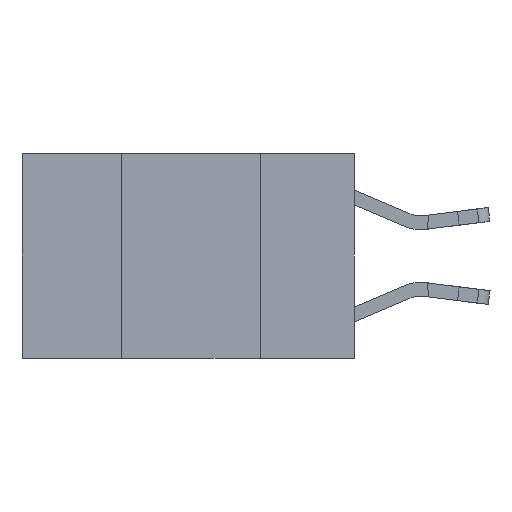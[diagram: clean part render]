
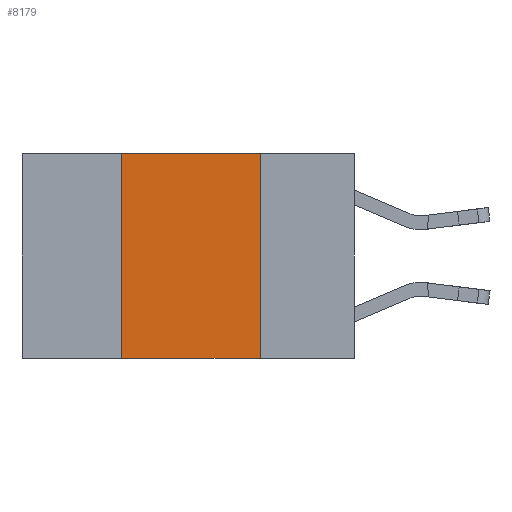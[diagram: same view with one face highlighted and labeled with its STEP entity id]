
A CAD part, left-side view. The second image highlights one B-rep face of the part: STEP entity #8179.
In plain terms, the highlighted planar face has unit normal (-1, 0, 0).
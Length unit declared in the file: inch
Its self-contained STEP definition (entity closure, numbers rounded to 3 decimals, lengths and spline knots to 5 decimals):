
#142 = DIRECTION ( 'NONE',  ( 1., 0., 0. ) ) ;
#153 = VERTEX_POINT ( 'NONE', #832 ) ;
#832 = CARTESIAN_POINT ( 'NONE',  ( 0., 0.17, 0. ) ) ;
#1084 = VECTOR ( 'NONE', #4167, 39.37008 ) ;
#1527 = AXIS2_PLACEMENT_3D ( 'NONE', #11590, #142, #6799 ) ;
#2271 = ORIENTED_EDGE ( 'NONE', *, *, #12238, .F. ) ;
#3398 = DIRECTION ( 'NONE',  ( 0., -1., 0. ) ) ;
#3500 = CARTESIAN_POINT ( 'NONE',  ( 0., 0.17, -0.37 ) ) ;
#4167 = DIRECTION ( 'NONE',  ( 0., -1., 0. ) ) ;
#4240 = VERTEX_POINT ( 'NONE', #3500 ) ;
#4304 = CARTESIAN_POINT ( 'NONE',  ( 0., 0.6, 0. ) ) ;
#5106 = ORIENTED_EDGE ( 'NONE', *, *, #5259, .F. ) ;
#5259 = EDGE_CURVE ( 'NONE', #6306, #153, #5857, .T. ) ;
#5419 = ORIENTED_EDGE ( 'NONE', *, *, #5624, .T. ) ;
#5544 = VECTOR ( 'NONE', #3398, 39.37008 ) ;
#5624 = EDGE_CURVE ( 'NONE', #12149, #4240, #10626, .T. ) ;
#5857 = LINE ( 'NONE', #4304, #1084 ) ;
#6162 = CARTESIAN_POINT ( 'NONE',  ( 0., 0.42, 0. ) ) ;
#6306 = VERTEX_POINT ( 'NONE', #6162 ) ;
#6486 = CARTESIAN_POINT ( 'NONE',  ( 0., 0.42, -0.37 ) ) ;
#6523 = CARTESIAN_POINT ( 'NONE',  ( 0., 0.17, 0. ) ) ;
#6653 = DIRECTION ( 'NONE',  ( 0., 0., 1. ) ) ;
#6799 = DIRECTION ( 'NONE',  ( 0., 0., -1. ) ) ;
#6862 = FACE_OUTER_BOUND ( 'NONE', #10548, .T. ) ;
#8179 = ADVANCED_FACE ( 'NONE', ( #6862 ), #10628, .F. ) ;
#8433 = VECTOR ( 'NONE', #6653, 39.37008 ) ;
#9029 = EDGE_CURVE ( 'NONE', #153, #4240, #9073, .T. ) ;
#9073 = LINE ( 'NONE', #6523, #11650 ) ;
#9096 = CARTESIAN_POINT ( 'NONE',  ( 0., 0.6, -0.37 ) ) ;
#9609 = ORIENTED_EDGE ( 'NONE', *, *, #9029, .F. ) ;
#10483 = CARTESIAN_POINT ( 'NONE',  ( 0., 0.42, 0. ) ) ;
#10548 = EDGE_LOOP ( 'NONE', ( #9609, #5106, #2271, #5419 ) ) ;
#10626 = LINE ( 'NONE', #9096, #5544 ) ;
#10628 = PLANE ( 'NONE',  #1527 ) ;
#10988 = LINE ( 'NONE', #10483, #8433 ) ;
#11590 = CARTESIAN_POINT ( 'NONE',  ( 0., 0.6, 0. ) ) ;
#11650 = VECTOR ( 'NONE', #12251, 39.37008 ) ;
#12149 = VERTEX_POINT ( 'NONE', #6486 ) ;
#12238 = EDGE_CURVE ( 'NONE', #12149, #6306, #10988, .T. ) ;
#12251 = DIRECTION ( 'NONE',  ( 0., 0., -1. ) ) ;
